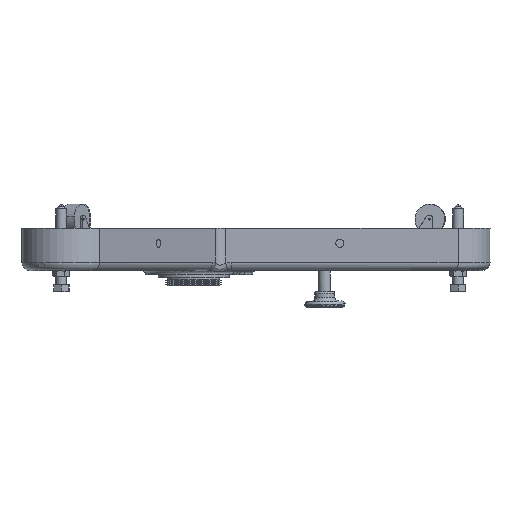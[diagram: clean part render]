
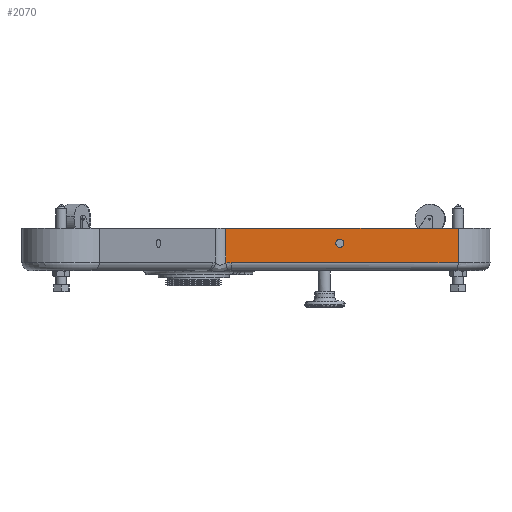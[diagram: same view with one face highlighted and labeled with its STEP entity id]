
A CAD part, front view. The second image highlights one B-rep face of the part: STEP entity #2070.
In plain terms, the highlighted planar face has unit normal (0, -1, 0).
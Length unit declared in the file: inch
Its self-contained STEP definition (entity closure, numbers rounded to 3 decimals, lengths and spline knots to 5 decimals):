
#225 = DIRECTION ( 'NONE',  ( 0., 1., 0. ) ) ;
#985 = CARTESIAN_POINT ( 'NONE',  ( 2.01573, -2.75, 0.33914 ) ) ;
#1536 = EDGE_CURVE ( 'NONE', #18476, #13405, #6762, .T. ) ;
#1710 = EDGE_CURVE ( 'NONE', #11979, #18558, #11599, .T. ) ;
#2070 = ADVANCED_FACE ( 'NONE', ( #2595, #14969 ), #15591, .F. ) ;
#2123 = CARTESIAN_POINT ( 'NONE',  ( 16.49859, -2.75, 0.375 ) ) ;
#2436 = DIRECTION ( 'NONE',  ( 0., -1., 0. ) ) ;
#2518 = CARTESIAN_POINT ( 'NONE',  ( 2.07002, -2.75, 0.35077 ) ) ;
#2540 = ORIENTED_EDGE ( 'NONE', *, *, #4474, .F. ) ;
#2595 = FACE_OUTER_BOUND ( 'NONE', #15905, .T. ) ;
#3262 = DIRECTION ( 'NONE',  ( 0., 0., -1. ) ) ;
#3457 = DIRECTION ( 'NONE',  ( -1., 0., 0. ) ) ;
#3947 = B_SPLINE_CURVE_WITH_KNOTS ( 'NONE', 3,
 ( #985, #2518, #16472, #7217, #18009, #8799 ),
 .UNSPECIFIED., .F., .F.,
 ( 4, 2, 4 ),
 ( 0., 0.00421, 0.00842 ),
 .UNSPECIFIED. ) ;
#4255 = LINE ( 'NONE', #6219, #15667 ) ;
#4474 = EDGE_CURVE ( 'NONE', #13405, #18476, #19008, .T. ) ;
#5129 = DIRECTION ( 'NONE',  ( 1., 0., 0. ) ) ;
#5835 = DIRECTION ( 'NONE',  ( 0., 0., -1. ) ) ;
#6219 = CARTESIAN_POINT ( 'NONE',  ( 2.01573, -2.75, 2.5 ) ) ;
#6319 = ORIENTED_EDGE ( 'NONE', *, *, #1710, .F. ) ;
#6405 = VERTEX_POINT ( 'NONE', #19478 ) ;
#6762 = CIRCLE ( 'NONE', #8608, 0.25 ) ;
#6935 = VERTEX_POINT ( 'NONE', #8581 ) ;
#7002 = VECTOR ( 'NONE', #3262, 39.37008 ) ;
#7217 = CARTESIAN_POINT ( 'NONE',  ( 2.23443, -2.75, 0.3718 ) ) ;
#7279 = AXIS2_PLACEMENT_3D ( 'NONE', #17203, #225, #3457 ) ;
#7617 = DIRECTION ( 'NONE',  ( -1., 0., 0. ) ) ;
#8303 = ORIENTED_EDGE ( 'NONE', *, *, #11271, .F. ) ;
#8450 = EDGE_CURVE ( 'NONE', #6405, #18558, #10780, .T. ) ;
#8581 = CARTESIAN_POINT ( 'NONE',  ( 2.01573, -2.75, 0.33914 ) ) ;
#8608 = AXIS2_PLACEMENT_3D ( 'NONE', #14753, #16656, #7617 ) ;
#8799 = CARTESIAN_POINT ( 'NONE',  ( 2.34521, -2.75, 0.375 ) ) ;
#9410 = ORIENTED_EDGE ( 'NONE', *, *, #1536, .F. ) ;
#10626 = LINE ( 'NONE', #18683, #7002 ) ;
#10780 = LINE ( 'NONE', #11247, #18485 ) ;
#10783 = AXIS2_PLACEMENT_3D ( 'NONE', #11724, #2436, #13287 ) ;
#10904 = DIRECTION ( 'NONE',  ( 1., 0., 0. ) ) ;
#11247 = CARTESIAN_POINT ( 'NONE',  ( 16.49859, -2.75, 0.375 ) ) ;
#11271 = EDGE_CURVE ( 'NONE', #16330, #11979, #4255, .T. ) ;
#11599 = LINE ( 'NONE', #16727, #16187 ) ;
#11724 = CARTESIAN_POINT ( 'NONE',  ( 9.13, -2.75, 1.575 ) ) ;
#11979 = VERTEX_POINT ( 'NONE', #14780 ) ;
#13203 = EDGE_CURVE ( 'NONE', #16330, #6935, #10626, .T. ) ;
#13287 = DIRECTION ( 'NONE',  ( -1., 0., 0. ) ) ;
#13405 = VERTEX_POINT ( 'NONE', #19202 ) ;
#13916 = CARTESIAN_POINT ( 'NONE',  ( 8.88, -2.75, 1.575 ) ) ;
#14064 = EDGE_LOOP ( 'NONE', ( #9410, #2540 ) ) ;
#14438 = EDGE_CURVE ( 'NONE', #6935, #6405, #3947, .T. ) ;
#14753 = CARTESIAN_POINT ( 'NONE',  ( 9.13, -2.75, 1.575 ) ) ;
#14780 = CARTESIAN_POINT ( 'NONE',  ( 16.49859, -2.75, 2.5 ) ) ;
#14969 = FACE_BOUND ( 'NONE', #14064, .T. ) ;
#15485 = CARTESIAN_POINT ( 'NONE',  ( 2.01573, -2.75, 2.5 ) ) ;
#15591 = PLANE ( 'NONE',  #7279 ) ;
#15667 = VECTOR ( 'NONE', #10904, 39.37008 ) ;
#15905 = EDGE_LOOP ( 'NONE', ( #17513, #17984, #17770, #6319, #8303 ) ) ;
#16187 = VECTOR ( 'NONE', #5835, 39.37008 ) ;
#16330 = VERTEX_POINT ( 'NONE', #15485 ) ;
#16472 = CARTESIAN_POINT ( 'NONE',  ( 2.12462, -2.75, 0.35969 ) ) ;
#16656 = DIRECTION ( 'NONE',  ( 0., -1., 0. ) ) ;
#16727 = CARTESIAN_POINT ( 'NONE',  ( 16.49859, -2.75, 2.5 ) ) ;
#17203 = CARTESIAN_POINT ( 'NONE',  ( 2.01573, -2.75, 2.5 ) ) ;
#17513 = ORIENTED_EDGE ( 'NONE', *, *, #13203, .T. ) ;
#17770 = ORIENTED_EDGE ( 'NONE', *, *, #8450, .T. ) ;
#17984 = ORIENTED_EDGE ( 'NONE', *, *, #14438, .T. ) ;
#18009 = CARTESIAN_POINT ( 'NONE',  ( 2.28964, -2.75, 0.375 ) ) ;
#18476 = VERTEX_POINT ( 'NONE', #13916 ) ;
#18485 = VECTOR ( 'NONE', #5129, 39.37008 ) ;
#18558 = VERTEX_POINT ( 'NONE', #2123 ) ;
#18683 = CARTESIAN_POINT ( 'NONE',  ( 2.01573, -2.75, 2.5 ) ) ;
#19008 = CIRCLE ( 'NONE', #10783, 0.25 ) ;
#19202 = CARTESIAN_POINT ( 'NONE',  ( 9.38, -2.75, 1.575 ) ) ;
#19478 = CARTESIAN_POINT ( 'NONE',  ( 2.34521, -2.75, 0.375 ) ) ;
